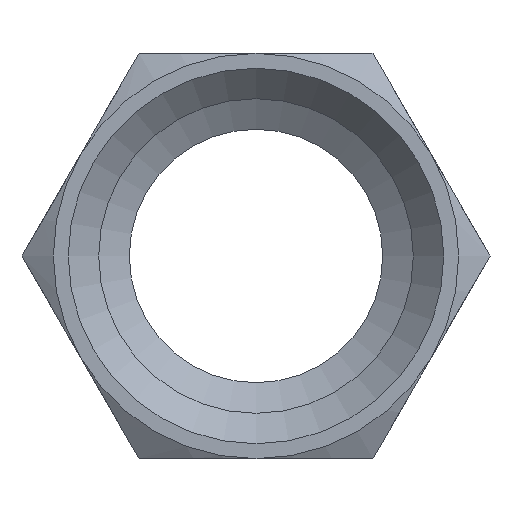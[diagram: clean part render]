
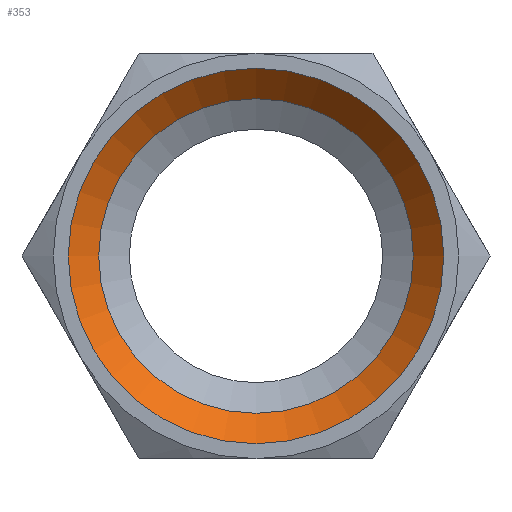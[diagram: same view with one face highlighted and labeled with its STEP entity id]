
A CAD part, left-side view. The second image highlights one B-rep face of the part: STEP entity #353.
In plain terms, the highlighted conical face has half-angle 45 degrees and reference radius 10.216 mm.
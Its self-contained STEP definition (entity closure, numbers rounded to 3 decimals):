
#68=CONICAL_SURFACE($,#386,10.216,45.);
#79=FACE_BOUND($,#121,.T.);
#95=FACE_OUTER_BOUND($,#120,.T.);
#120=EDGE_LOOP($,(#253));
#121=EDGE_LOOP($,(#254));
#155=CIRCLE($,#387,9.316);
#156=CIRCLE($,#388,11.116);
#179=VERTEX_POINT($,#564);
#180=VERTEX_POINT($,#566);
#209=EDGE_CURVE($,#179,#179,#155,.T.);
#210=EDGE_CURVE($,#180,#180,#156,.T.);
#253=ORIENTED_EDGE($,*,*,#209,.T.);
#254=ORIENTED_EDGE($,*,*,#210,.T.);
#353=ADVANCED_FACE($,(#95,#79),#68,.F.);
#386=AXIS2_PLACEMENT_3D($,#563,#441,#442);
#387=AXIS2_PLACEMENT_3D($,#565,#443,#444);
#388=AXIS2_PLACEMENT_3D($,#567,#445,#446);
#441=DIRECTION('center_axis',(-1.,0.,0.));
#442=DIRECTION('ref_axis',(0.,1.,0.));
#443=DIRECTION('center_axis',(1.,0.,0.));
#444=DIRECTION('ref_axis',(0.,1.,0.));
#445=DIRECTION('center_axis',(-1.,0.,0.));
#446=DIRECTION('ref_axis',(0.,1.,0.));
#563=CARTESIAN_POINT('Origin',(-27.1,0.,0.));
#564=CARTESIAN_POINT('',(-26.2,-9.315,0.));
#565=CARTESIAN_POINT('Origin',(-26.2,0.,0.));
#566=CARTESIAN_POINT('',(-28.,-11.115,0.));
#567=CARTESIAN_POINT('Origin',(-28.,0.,0.));
